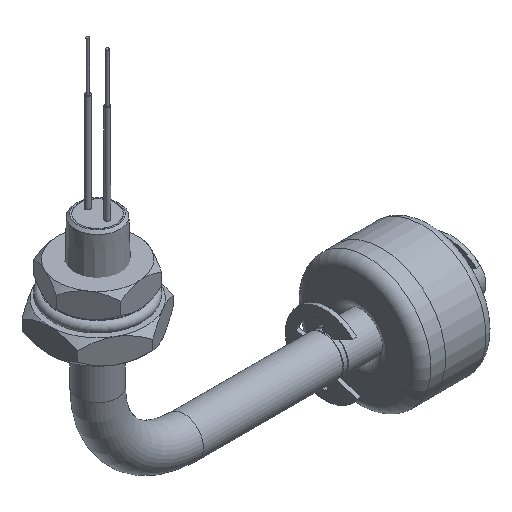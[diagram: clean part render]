
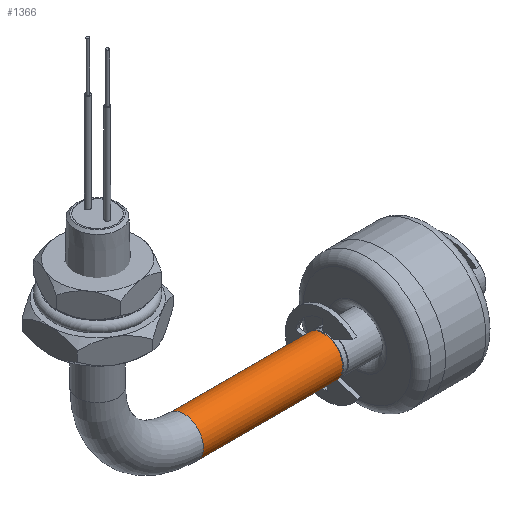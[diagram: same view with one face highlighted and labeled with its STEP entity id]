
A CAD part, isometric view. The second image highlights one B-rep face of the part: STEP entity #1366.
In plain terms, the highlighted cylindrical face has radius 4 mm (diameter 8 mm), a full revolution.
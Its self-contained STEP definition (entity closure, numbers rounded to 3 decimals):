
#146=LINE('',#2295,#202);
#202=VECTOR('',#1841,4.);
#258=CYLINDRICAL_SURFACE('',#1618,4.);
#303=FACE_OUTER_BOUND('',#404,.T.);
#404=EDGE_LOOP('',(#940,#941,#942,#943,#944));
#512=CIRCLE('',#1610,4.);
#517=CIRCLE('',#1619,4.);
#518=CIRCLE('',#1620,4.);
#606=VERTEX_POINT('',#2279);
#611=VERTEX_POINT('',#2294);
#612=VERTEX_POINT('',#2296);
#730=EDGE_CURVE('',#606,#606,#512,.T.);
#736=EDGE_CURVE('',#606,#611,#146,.T.);
#737=EDGE_CURVE('',#611,#612,#517,.T.);
#738=EDGE_CURVE('',#612,#611,#518,.T.);
#940=ORIENTED_EDGE('',*,*,#730,.T.);
#941=ORIENTED_EDGE('',*,*,#736,.T.);
#942=ORIENTED_EDGE('',*,*,#737,.T.);
#943=ORIENTED_EDGE('',*,*,#738,.T.);
#944=ORIENTED_EDGE('',*,*,#736,.F.);
#1366=ADVANCED_FACE('',(#303),#258,.T.);
#1610=AXIS2_PLACEMENT_3D('',#2280,#1822,#1823);
#1618=AXIS2_PLACEMENT_3D('',#2293,#1839,#1840);
#1619=AXIS2_PLACEMENT_3D('',#2297,#1842,#1843);
#1620=AXIS2_PLACEMENT_3D('',#2298,#1844,#1845);
#1822=DIRECTION('center_axis',(-1.,0.,0.));
#1823=DIRECTION('ref_axis',(0.,0.,1.));
#1839=DIRECTION('center_axis',(1.,0.,0.));
#1840=DIRECTION('ref_axis',(0.,0.,1.));
#1841=DIRECTION('',(-1.,0.,0.));
#1842=DIRECTION('center_axis',(1.,0.,0.));
#1843=DIRECTION('ref_axis',(0.,0.,1.));
#1844=DIRECTION('center_axis',(1.,0.,0.));
#1845=DIRECTION('ref_axis',(0.,0.,1.));
#2279=CARTESIAN_POINT('',(46.,0.,-52.));
#2280=CARTESIAN_POINT('Origin',(46.,0.,-48.));
#2293=CARTESIAN_POINT('Origin',(17.5,0.,-48.));
#2294=CARTESIAN_POINT('',(17.5,0.,-52.));
#2295=CARTESIAN_POINT('',(17.5,0.,-52.));
#2296=CARTESIAN_POINT('',(17.5,0.,-44.));
#2297=CARTESIAN_POINT('Origin',(17.5,0.,-48.));
#2298=CARTESIAN_POINT('Origin',(17.5,0.,-48.));
